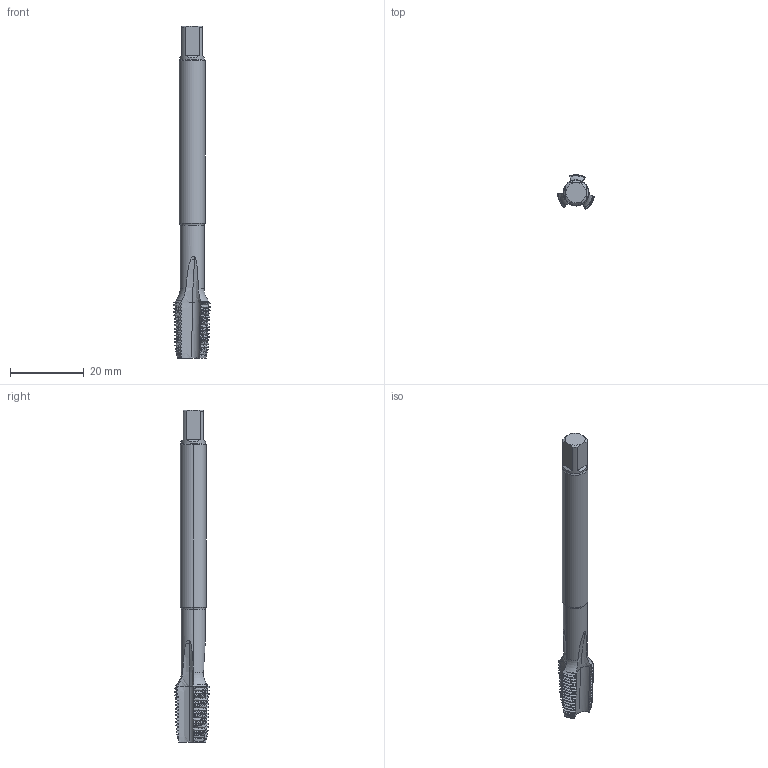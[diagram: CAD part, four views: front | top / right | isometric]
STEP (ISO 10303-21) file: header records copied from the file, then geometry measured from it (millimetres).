
FILE_DESCRIPTION(/* description */ (''),/* implementation_level */ '2;1');
FILE_NAME(/* name */ 'T30-SU33C09-1_8-28-R_Detailed.stp',/* time_stamp */ '2024-09-11T08:01:05+02:00',/* author */ (''),/* organization */ (''),/* preprocessor_version */ 'ST-DEVELOPER v18.102',/* originating_system */ 'SIEMENS PLM Software NX2206.8101',/* authorisation */ '');
FILE_SCHEMA (('AUTOMOTIVE_DESIGN { 1 0 10303 214 3 1 1 1 }'));
Length unit declared in the file: millimetre
Products named in the file (1): T30-SU33C09-1_8-28-R_Detailed_objects
Bounding box: 9.94 x 9.35 x 90 mm (x, y, z)
Volume: 3145.6 mm3; surface area: 2334.9 mm2
Topology: 2 solids, 2 shells, 300 faces, 894 edges, 602 vertices
Faces by surface type: bspline 239, plane 34, cone 14, torus 7, cylinder 6
Entity records: 21043 total; most frequent: CARTESIAN_POINT 15611, ORIENTED_EDGE 1786, EDGE_CURVE 893, VERTEX_POINT 597, B_SPLINE_CURVE_WITH_KNOTS 466, DIRECTION 311, ADVANCED_FACE 300, FACE_OUTER_BOUND 300
